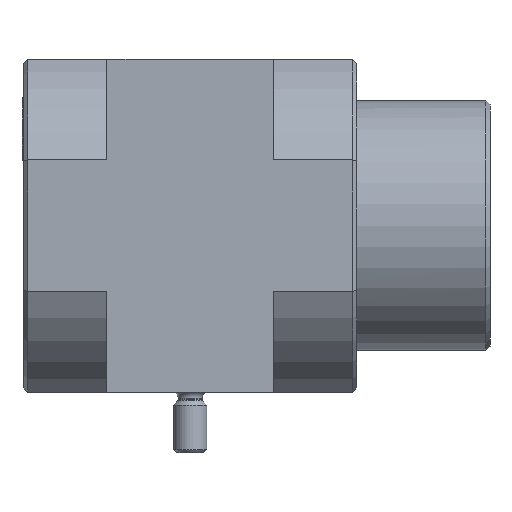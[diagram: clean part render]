
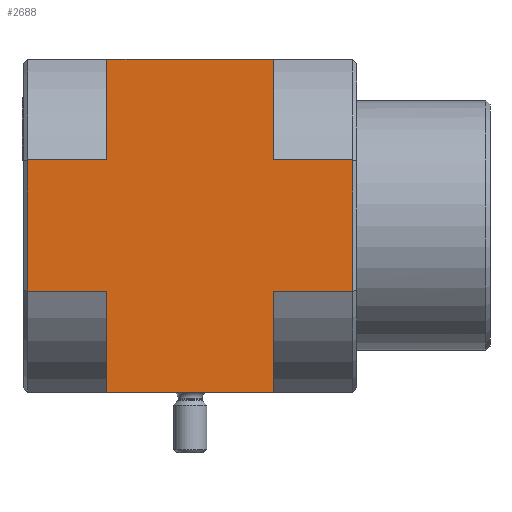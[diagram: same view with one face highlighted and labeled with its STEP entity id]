
A CAD part, left-side view. The second image highlights one B-rep face of the part: STEP entity #2688.
In plain terms, the highlighted face is planar.
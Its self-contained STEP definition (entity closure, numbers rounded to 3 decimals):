
#151=LINE('',#3800,#278);
#179=LINE('',#3862,#306);
#181=LINE('',#3866,#308);
#182=LINE('',#3869,#309);
#183=LINE('',#3871,#310);
#184=LINE('',#3873,#311);
#185=LINE('',#3874,#312);
#186=LINE('',#3876,#313);
#187=LINE('',#3878,#314);
#188=LINE('',#3880,#315);
#189=LINE('',#3882,#316);
#190=LINE('',#3883,#317);
#278=VECTOR('',#3157,1000.);
#306=VECTOR('',#3195,1000.);
#308=VECTOR('',#3199,1000.);
#309=VECTOR('',#3200,1000.);
#310=VECTOR('',#3201,1000.);
#311=VECTOR('',#3202,1000.);
#312=VECTOR('',#3203,1000.);
#313=VECTOR('',#3204,1000.);
#314=VECTOR('',#3205,1000.);
#315=VECTOR('',#3206,1000.);
#316=VECTOR('',#3207,1000.);
#317=VECTOR('',#3208,1000.);
#473=ORIENTED_EDGE('',*,*,#970,.T.);
#474=ORIENTED_EDGE('',*,*,#971,.F.);
#475=ORIENTED_EDGE('',*,*,#972,.T.);
#476=ORIENTED_EDGE('',*,*,#973,.F.);
#477=ORIENTED_EDGE('',*,*,#968,.T.);
#478=ORIENTED_EDGE('',*,*,#974,.T.);
#479=ORIENTED_EDGE('',*,*,#975,.F.);
#480=ORIENTED_EDGE('',*,*,#976,.T.);
#481=ORIENTED_EDGE('',*,*,#977,.F.);
#482=ORIENTED_EDGE('',*,*,#978,.T.);
#483=ORIENTED_EDGE('',*,*,#937,.F.);
#484=ORIENTED_EDGE('',*,*,#979,.F.);
#937=EDGE_CURVE('',#1186,#1187,#151,.T.);
#968=EDGE_CURVE('',#1216,#1215,#179,.T.);
#970=EDGE_CURVE('',#1217,#1218,#181,.F.);
#971=EDGE_CURVE('',#1219,#1218,#182,.T.);
#972=EDGE_CURVE('',#1219,#1220,#183,.T.);
#973=EDGE_CURVE('',#1216,#1220,#184,.T.);
#974=EDGE_CURVE('',#1215,#1221,#185,.T.);
#975=EDGE_CURVE('',#1222,#1221,#186,.T.);
#976=EDGE_CURVE('',#1222,#1223,#187,.T.);
#977=EDGE_CURVE('',#1224,#1223,#188,.F.);
#978=EDGE_CURVE('',#1224,#1187,#189,.T.);
#979=EDGE_CURVE('',#1217,#1186,#190,.T.);
#1186=VERTEX_POINT('',#3799);
#1187=VERTEX_POINT('',#3801);
#1215=VERTEX_POINT('',#3861);
#1216=VERTEX_POINT('',#3863);
#1217=VERTEX_POINT('',#3867);
#1218=VERTEX_POINT('',#3868);
#1219=VERTEX_POINT('',#3870);
#1220=VERTEX_POINT('',#3872);
#1221=VERTEX_POINT('',#3875);
#1222=VERTEX_POINT('',#3877);
#1223=VERTEX_POINT('',#3879);
#1224=VERTEX_POINT('',#3881);
#1428=EDGE_LOOP('',(#473,#474,#475,#476,#477,#478,#479,#480,#481,#482,#483,
#484));
#1620=FACE_BOUND('',#1428,.T.);
#1799=PLANE('',#2860);
#2688=ADVANCED_FACE('',(#1620),#1799,.F.);
#2860=AXIS2_PLACEMENT_3D('',#3865,#3197,#3198);
#3157=DIRECTION('',(0.,-1.,0.));
#3195=DIRECTION('',(0.,-1.,0.));
#3197=DIRECTION('',(0.,0.,1.));
#3198=DIRECTION('',(1.,0.,0.));
#3199=DIRECTION('',(0.,-1.,0.));
#3200=DIRECTION('',(-1.,0.,0.));
#3201=DIRECTION('',(0.,-1.,0.));
#3202=DIRECTION('',(-1.,0.,0.));
#3203=DIRECTION('',(-1.,0.,0.));
#3204=DIRECTION('',(0.,1.,0.));
#3205=DIRECTION('',(-1.,0.,0.));
#3206=DIRECTION('',(0.,1.,0.));
#3207=DIRECTION('',(-1.,0.,0.));
#3208=DIRECTION('',(-1.,0.,0.));
#3799=CARTESIAN_POINT('',(-20.,10.,-20.));
#3800=CARTESIAN_POINT('',(-20.,20.,-20.));
#3801=CARTESIAN_POINT('',(-20.,-10.,-20.));
#3861=CARTESIAN_POINT('',(20.,-10.,-20.));
#3862=CARTESIAN_POINT('',(20.,20.,-20.));
#3863=CARTESIAN_POINT('',(20.,10.,-20.));
#3865=CARTESIAN_POINT('',(20.,20.,-20.));
#3866=CARTESIAN_POINT('',(-7.89,30.,-20.));
#3867=CARTESIAN_POINT('',(-7.89,10.,-20.));
#3868=CARTESIAN_POINT('',(-7.89,19.5,-20.));
#3869=CARTESIAN_POINT('',(20.,19.5,-20.));
#3870=CARTESIAN_POINT('',(7.89,19.5,-20.));
#3871=CARTESIAN_POINT('',(7.89,30.,-20.));
#3872=CARTESIAN_POINT('',(7.89,10.,-20.));
#3873=CARTESIAN_POINT('',(20.,10.,-20.));
#3874=CARTESIAN_POINT('',(20.,-10.,-20.));
#3875=CARTESIAN_POINT('',(7.89,-10.,-20.));
#3876=CARTESIAN_POINT('',(7.89,-30.,-20.));
#3877=CARTESIAN_POINT('',(7.89,-19.5,-20.));
#3878=CARTESIAN_POINT('',(20.,-19.5,-20.));
#3879=CARTESIAN_POINT('',(-7.89,-19.5,-20.));
#3880=CARTESIAN_POINT('',(-7.89,-30.,-20.));
#3881=CARTESIAN_POINT('',(-7.89,-10.,-20.));
#3882=CARTESIAN_POINT('',(20.,-10.,-20.));
#3883=CARTESIAN_POINT('',(20.,10.,-20.));
